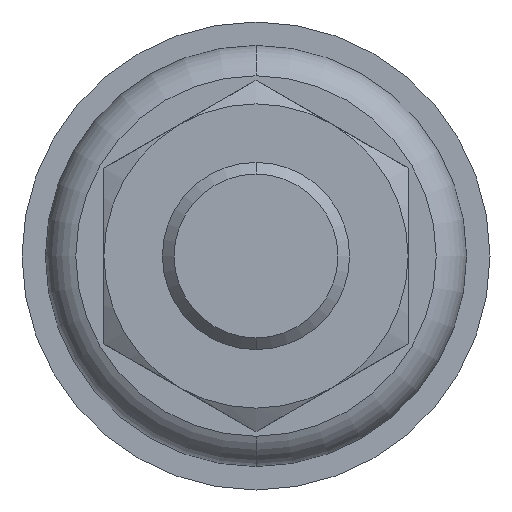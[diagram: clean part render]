
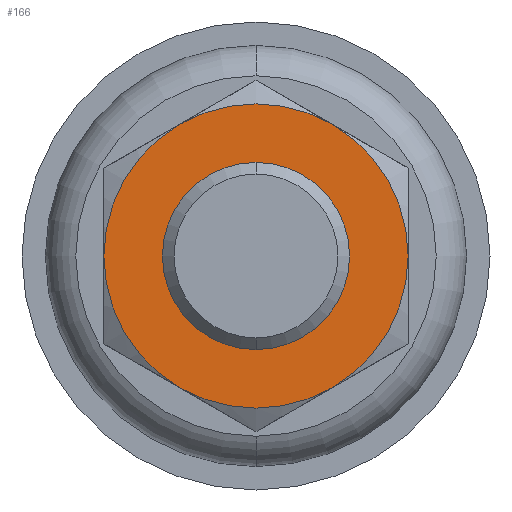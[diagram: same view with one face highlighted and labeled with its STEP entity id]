
A CAD part, front view. The second image highlights one B-rep face of the part: STEP entity #166.
In plain terms, the highlighted face is planar.
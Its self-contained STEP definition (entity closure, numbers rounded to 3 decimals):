
#41 = FACE_OUTER_BOUND ( 'NONE', #719, .T. ) ;
#87 = CIRCLE ( 'NONE', #1281, 4. ) ;
#158 = FACE_BOUND ( 'NONE', #1888, .T. ) ;
#166 = ADVANCED_FACE ( 'NONE', ( #41, #158 ), #1494, .T. ) ;
#182 = CIRCLE ( 'NONE', #772, 6.5 ) ;
#184 = CIRCLE ( 'NONE', #844, 4. ) ;
#217 = CARTESIAN_POINT ( 'NONE',  ( -6.5, 0., 3.25 ) ) ;
#254 = EDGE_CURVE ( 'NONE', #1353, #1673, #1725, .T. ) ;
#264 = EDGE_CURVE ( 'NONE', #1149, #1353, #182, .T. ) ;
#268 = ORIENTED_EDGE ( 'NONE', *, *, #407, .F. ) ;
#275 = EDGE_CURVE ( 'NONE', #1624, #538, #87, .T. ) ;
#309 = EDGE_CURVE ( 'NONE', #1320, #1018, #592, .T. ) ;
#360 = CARTESIAN_POINT ( 'NONE',  ( 0., 0., 3.25 ) ) ;
#407 = EDGE_CURVE ( 'NONE', #1018, #1650, #876, .T. ) ;
#454 = CARTESIAN_POINT ( 'NONE',  ( 0., -7.506, 3.25 ) ) ;
#472 = DIRECTION ( 'NONE',  ( 1., 0., 0. ) ) ;
#491 = DIRECTION ( 'NONE',  ( 0., 0., -1. ) ) ;
#538 = VERTEX_POINT ( 'NONE', #544 ) ;
#544 = CARTESIAN_POINT ( 'NONE',  ( -4., 0., 3.25 ) ) ;
#548 = CARTESIAN_POINT ( 'NONE',  ( 3.25, 5.629, 3.25 ) ) ;
#551 = DIRECTION ( 'NONE',  ( -1., 0., 0. ) ) ;
#592 = CIRCLE ( 'NONE', #1697, 6.5 ) ;
#638 = DIRECTION ( 'NONE',  ( 0., 0., 1. ) ) ;
#646 = EDGE_CURVE ( 'NONE', #538, #1624, #184, .T. ) ;
#670 = DIRECTION ( 'NONE',  ( 0., 0., -1. ) ) ;
#699 = CARTESIAN_POINT ( 'NONE',  ( 0., 0., 3.25 ) ) ;
#700 = ORIENTED_EDGE ( 'NONE', *, *, #1744, .F. ) ;
#719 = EDGE_LOOP ( 'NONE', ( #700, #268, #985, #1836, #1360, #1773 ) ) ;
#724 = ORIENTED_EDGE ( 'NONE', *, *, #275, .F. ) ;
#741 = AXIS2_PLACEMENT_3D ( 'NONE', #699, #1581, #1302 ) ;
#772 = AXIS2_PLACEMENT_3D ( 'NONE', #1552, #1723, #1394 ) ;
#807 = AXIS2_PLACEMENT_3D ( 'NONE', #454, #638, #472 ) ;
#824 = CARTESIAN_POINT ( 'NONE',  ( 0., 0., 3.25 ) ) ;
#844 = AXIS2_PLACEMENT_3D ( 'NONE', #1659, #924, #1943 ) ;
#876 = CIRCLE ( 'NONE', #1920, 6.5 ) ;
#879 = CIRCLE ( 'NONE', #741, 6.5 ) ;
#924 = DIRECTION ( 'NONE',  ( 0., 0., 1. ) ) ;
#953 = CARTESIAN_POINT ( 'NONE',  ( -3.25, -5.629, 3.25 ) ) ;
#958 = CARTESIAN_POINT ( 'NONE',  ( 4., 0., 3.25 ) ) ;
#959 = DIRECTION ( 'NONE',  ( -1., 0., 0. ) ) ;
#985 = ORIENTED_EDGE ( 'NONE', *, *, #309, .F. ) ;
#1018 = VERTEX_POINT ( 'NONE', #548 ) ;
#1033 = CARTESIAN_POINT ( 'NONE',  ( 0., 0., 3.25 ) ) ;
#1098 = AXIS2_PLACEMENT_3D ( 'NONE', #360, #491, #959 ) ;
#1102 = CIRCLE ( 'NONE', #1098, 6.5 ) ;
#1104 = DIRECTION ( 'NONE',  ( -1., 0., 0. ) ) ;
#1126 = AXIS2_PLACEMENT_3D ( 'NONE', #1693, #1851, #1736 ) ;
#1149 = VERTEX_POINT ( 'NONE', #1768 ) ;
#1281 = AXIS2_PLACEMENT_3D ( 'NONE', #1580, #1873, #1716 ) ;
#1302 = DIRECTION ( 'NONE',  ( -1., 0., 0. ) ) ;
#1318 = EDGE_CURVE ( 'NONE', #1673, #1320, #1102, .T. ) ;
#1320 = VERTEX_POINT ( 'NONE', #1837 ) ;
#1353 = VERTEX_POINT ( 'NONE', #953 ) ;
#1360 = ORIENTED_EDGE ( 'NONE', *, *, #254, .F. ) ;
#1394 = DIRECTION ( 'NONE',  ( -1., 0., 0. ) ) ;
#1494 = PLANE ( 'NONE',  #807 ) ;
#1509 = ORIENTED_EDGE ( 'NONE', *, *, #646, .F. ) ;
#1552 = CARTESIAN_POINT ( 'NONE',  ( 0., 0., 3.25 ) ) ;
#1580 = CARTESIAN_POINT ( 'NONE',  ( 0., 0., 3.25 ) ) ;
#1581 = DIRECTION ( 'NONE',  ( 0., 0., -1. ) ) ;
#1624 = VERTEX_POINT ( 'NONE', #958 ) ;
#1650 = VERTEX_POINT ( 'NONE', #1686 ) ;
#1659 = CARTESIAN_POINT ( 'NONE',  ( 0., 0., 3.25 ) ) ;
#1673 = VERTEX_POINT ( 'NONE', #217 ) ;
#1686 = CARTESIAN_POINT ( 'NONE',  ( 6.5, 0., 3.25 ) ) ;
#1693 = CARTESIAN_POINT ( 'NONE',  ( 0., 0., 3.25 ) ) ;
#1697 = AXIS2_PLACEMENT_3D ( 'NONE', #824, #670, #1104 ) ;
#1716 = DIRECTION ( 'NONE',  ( 1., 0., 0. ) ) ;
#1723 = DIRECTION ( 'NONE',  ( 0., 0., -1. ) ) ;
#1725 = CIRCLE ( 'NONE', #1126, 6.5 ) ;
#1736 = DIRECTION ( 'NONE',  ( -1., 0., 0. ) ) ;
#1744 = EDGE_CURVE ( 'NONE', #1650, #1149, #879, .T. ) ;
#1768 = CARTESIAN_POINT ( 'NONE',  ( 3.25, -5.629, 3.25 ) ) ;
#1773 = ORIENTED_EDGE ( 'NONE', *, *, #264, .F. ) ;
#1836 = ORIENTED_EDGE ( 'NONE', *, *, #1318, .F. ) ;
#1837 = CARTESIAN_POINT ( 'NONE',  ( -3.25, 5.629, 3.25 ) ) ;
#1851 = DIRECTION ( 'NONE',  ( 0., 0., -1. ) ) ;
#1873 = DIRECTION ( 'NONE',  ( 0., 0., 1. ) ) ;
#1888 = EDGE_LOOP ( 'NONE', ( #1509, #724 ) ) ;
#1920 = AXIS2_PLACEMENT_3D ( 'NONE', #1033, #1924, #551 ) ;
#1924 = DIRECTION ( 'NONE',  ( 0., 0., -1. ) ) ;
#1943 = DIRECTION ( 'NONE',  ( 1., 0., 0. ) ) ;
